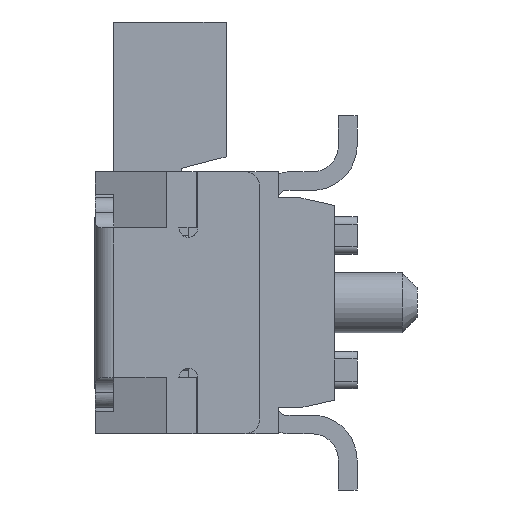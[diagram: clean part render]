
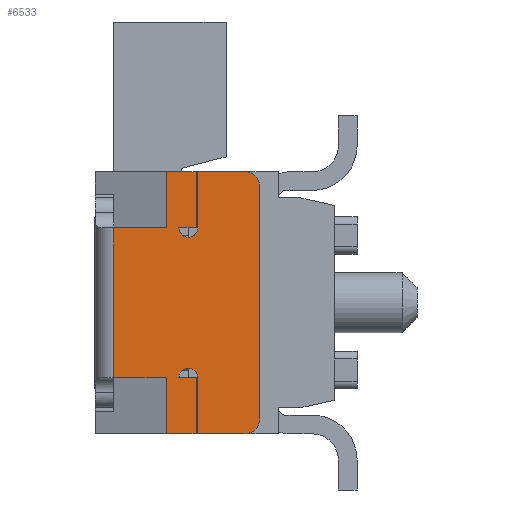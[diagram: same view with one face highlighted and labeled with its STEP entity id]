
A CAD part, left-side view. The second image highlights one B-rep face of the part: STEP entity #6533.
In plain terms, the highlighted planar face has unit normal (-1, 0, 0).
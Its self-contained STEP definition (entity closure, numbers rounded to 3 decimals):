
#210=CIRCLE('',#6903,0.125);
#211=CIRCLE('',#6904,0.2);
#212=CIRCLE('',#6905,0.2);
#213=CIRCLE('',#6906,0.125);
#1054=ORIENTED_EDGE('',*,*,#2203,.T.);
#1055=ORIENTED_EDGE('',*,*,#1783,.F.);
#1056=ORIENTED_EDGE('',*,*,#2105,.F.);
#1057=ORIENTED_EDGE('',*,*,#1972,.F.);
#1058=ORIENTED_EDGE('',*,*,#1870,.F.);
#1059=ORIENTED_EDGE('',*,*,#2030,.F.);
#1060=ORIENTED_EDGE('',*,*,#2204,.T.);
#1061=ORIENTED_EDGE('',*,*,#2205,.F.);
#1062=ORIENTED_EDGE('',*,*,#1970,.F.);
#1063=ORIENTED_EDGE('',*,*,#2206,.F.);
#1064=ORIENTED_EDGE('',*,*,#2207,.F.);
#1065=ORIENTED_EDGE('',*,*,#2208,.F.);
#1066=ORIENTED_EDGE('',*,*,#1951,.F.);
#1067=ORIENTED_EDGE('',*,*,#2209,.F.);
#1068=ORIENTED_EDGE('',*,*,#2210,.T.);
#1069=ORIENTED_EDGE('',*,*,#2033,.F.);
#1070=ORIENTED_EDGE('',*,*,#1865,.F.);
#1071=ORIENTED_EDGE('',*,*,#1948,.F.);
#1072=ORIENTED_EDGE('',*,*,#2104,.F.);
#1073=ORIENTED_EDGE('',*,*,#1773,.T.);
#1773=EDGE_CURVE('',#2512,#2510,#2988,.T.);
#1783=EDGE_CURVE('',#2521,#2517,#2997,.T.);
#1865=EDGE_CURVE('',#2601,#2602,#3057,.T.);
#1870=EDGE_CURVE('',#2605,#2606,#3062,.T.);
#1948=EDGE_CURVE('',#2668,#2601,#3135,.T.);
#1951=EDGE_CURVE('',#2670,#2671,#3138,.T.);
#1970=EDGE_CURVE('',#2680,#2681,#3153,.T.);
#1972=EDGE_CURVE('',#2606,#2682,#3155,.T.);
#2030=EDGE_CURVE('',#2716,#2605,#3203,.T.);
#2033=EDGE_CURVE('',#2602,#2717,#3206,.T.);
#2104=EDGE_CURVE('',#2512,#2668,#3255,.T.);
#2105=EDGE_CURVE('',#2682,#2521,#3256,.T.);
#2203=EDGE_CURVE('',#2510,#2517,#3322,.T.);
#2204=EDGE_CURVE('',#2716,#2810,#210,.T.);
#2205=EDGE_CURVE('',#2681,#2810,#3323,.T.);
#2206=EDGE_CURVE('',#2811,#2680,#211,.T.);
#2207=EDGE_CURVE('',#2812,#2811,#3324,.T.);
#2208=EDGE_CURVE('',#2671,#2812,#212,.T.);
#2209=EDGE_CURVE('',#2813,#2670,#3325,.T.);
#2210=EDGE_CURVE('',#2813,#2717,#213,.T.);
#2510=VERTEX_POINT('',#8566);
#2512=VERTEX_POINT('',#8569);
#2517=VERTEX_POINT('',#8580);
#2521=VERTEX_POINT('',#8588);
#2601=VERTEX_POINT('',#8756);
#2602=VERTEX_POINT('',#8757);
#2605=VERTEX_POINT('',#8765);
#2606=VERTEX_POINT('',#8767);
#2668=VERTEX_POINT('',#8914);
#2670=VERTEX_POINT('',#8919);
#2671=VERTEX_POINT('',#8921);
#2680=VERTEX_POINT('',#8951);
#2681=VERTEX_POINT('',#8953);
#2682=VERTEX_POINT('',#8956);
#2716=VERTEX_POINT('',#9058);
#2717=VERTEX_POINT('',#9064);
#2810=VERTEX_POINT('',#9419);
#2811=VERTEX_POINT('',#9422);
#2812=VERTEX_POINT('',#9424);
#2813=VERTEX_POINT('',#9427);
#2988=LINE('',#8568,#3569);
#2997=LINE('',#8589,#3578);
#3057=LINE('',#8755,#3638);
#3062=LINE('',#8766,#3643);
#3135=LINE('',#8915,#3716);
#3138=LINE('',#8920,#3719);
#3153=LINE('',#8952,#3734);
#3155=LINE('',#8955,#3736);
#3203=LINE('',#9059,#3784);
#3206=LINE('',#9063,#3787);
#3255=LINE('',#9196,#3836);
#3256=LINE('',#9198,#3837);
#3322=LINE('',#9417,#3903);
#3323=LINE('',#9420,#3904);
#3324=LINE('',#9423,#3905);
#3325=LINE('',#9426,#3906);
#3569=VECTOR('',#7141,1000.);
#3578=VECTOR('',#7154,1000.);
#3638=VECTOR('',#7268,1000.);
#3643=VECTOR('',#7275,1000.);
#3716=VECTOR('',#7374,1000.);
#3719=VECTOR('',#7377,1000.);
#3734=VECTOR('',#7406,1000.);
#3736=VECTOR('',#7408,1000.);
#3784=VECTOR('',#7498,1000.);
#3787=VECTOR('',#7503,1000.);
#3836=VECTOR('',#7622,1000.);
#3837=VECTOR('',#7625,1000.);
#3903=VECTOR('',#7909,1000.);
#3904=VECTOR('',#7912,1000.);
#3905=VECTOR('',#7915,1000.);
#3906=VECTOR('',#7918,1000.);
#4261=EDGE_LOOP('',(#1054,#1055,#1056,#1057,#1058,#1059,#1060,#1061,#1062,
#1063,#1064,#1065,#1066,#1067,#1068,#1069,#1070,#1071,#1072,#1073));
#4531=FACE_BOUND('',#4261,.T.);
#4757=PLANE('',#6902);
#6533=ADVANCED_FACE('',(#4531),#4757,.T.);
#6902=AXIS2_PLACEMENT_3D('',#9416,#7907,#7908);
#6903=AXIS2_PLACEMENT_3D('',#9418,#7910,#7911);
#6904=AXIS2_PLACEMENT_3D('',#9421,#7913,#7914);
#6905=AXIS2_PLACEMENT_3D('',#9425,#7916,#7917);
#6906=AXIS2_PLACEMENT_3D('',#9428,#7919,#7920);
#7141=DIRECTION('',(0.,1.,0.));
#7154=DIRECTION('',(0.,1.,0.));
#7268=DIRECTION('',(0.,0.,-1.));
#7275=DIRECTION('',(0.,0.,-1.));
#7374=DIRECTION('',(0.,-1.,0.));
#7377=DIRECTION('',(0.,-1.,0.));
#7406=DIRECTION('',(0.,1.,0.));
#7408=DIRECTION('',(0.,1.,0.));
#7498=DIRECTION('',(0.,-1.,0.));
#7503=DIRECTION('',(0.,1.,0.));
#7622=DIRECTION('',(0.,0.,1.));
#7625=DIRECTION('',(0.,0.,1.));
#7907=DIRECTION('',(-1.,0.,0.));
#7908=DIRECTION('',(0.,0.,1.));
#7909=DIRECTION('',(0.,0.,-1.));
#7910=DIRECTION('',(1.,0.,0.));
#7911=DIRECTION('',(0.,0.,-1.));
#7912=DIRECTION('',(0.,0.,1.));
#7913=DIRECTION('',(1.,0.,0.));
#7914=DIRECTION('',(0.,0.,-1.));
#7915=DIRECTION('',(0.,0.,-1.));
#7916=DIRECTION('',(1.,0.,0.));
#7917=DIRECTION('',(0.,0.,-1.));
#7918=DIRECTION('',(0.,0.,1.));
#7919=DIRECTION('',(1.,0.,0.));
#7920=DIRECTION('',(0.,0.,-1.));
#8566=CARTESIAN_POINT('',(-4.25,-0.25,1.));
#8568=CARTESIAN_POINT('',(-4.25,-0.25,1.));
#8569=CARTESIAN_POINT('',(-4.25,-0.95,1.));
#8580=CARTESIAN_POINT('',(-4.25,-0.25,-1.));
#8588=CARTESIAN_POINT('',(-4.25,-0.95,-1.));
#8589=CARTESIAN_POINT('',(-4.25,-0.25,-1.));
#8755=CARTESIAN_POINT('',(-4.25,-1.35,0.));
#8756=CARTESIAN_POINT('',(-4.25,-1.35,1.75));
#8757=CARTESIAN_POINT('',(-4.25,-1.35,1.));
#8765=CARTESIAN_POINT('',(-4.25,-1.35,-1.));
#8766=CARTESIAN_POINT('',(-4.25,-1.35,0.));
#8767=CARTESIAN_POINT('',(-4.25,-1.35,-1.75));
#8914=CARTESIAN_POINT('',(-4.25,-0.95,1.75));
#8915=CARTESIAN_POINT('',(-4.25,0.,1.75));
#8919=CARTESIAN_POINT('',(-4.25,-1.37,1.75));
#8920=CARTESIAN_POINT('',(-4.25,-1.37,1.75));
#8921=CARTESIAN_POINT('',(-4.25,-2.,1.75));
#8951=CARTESIAN_POINT('',(-4.25,-2.,-1.75));
#8952=CARTESIAN_POINT('',(-4.25,-2.,-1.75));
#8953=CARTESIAN_POINT('',(-4.25,-1.37,-1.75));
#8955=CARTESIAN_POINT('',(-4.25,-2.45,-1.75));
#8956=CARTESIAN_POINT('',(-4.25,-0.95,-1.75));
#9058=CARTESIAN_POINT('',(-4.25,-1.12,-1.));
#9059=CARTESIAN_POINT('',(-4.25,-0.25,-1.));
#9063=CARTESIAN_POINT('',(-4.25,-1.25,1.));
#9064=CARTESIAN_POINT('',(-4.25,-1.12,1.));
#9196=CARTESIAN_POINT('',(-4.25,-0.95,0.));
#9198=CARTESIAN_POINT('',(-4.25,-0.95,0.));
#9416=CARTESIAN_POINT('',(-4.25,-0.25,-1.));
#9417=CARTESIAN_POINT('',(-4.25,-0.25,1.2));
#9418=CARTESIAN_POINT('',(-4.25,-1.245,-1.));
#9419=CARTESIAN_POINT('',(-4.25,-1.37,-1.));
#9420=CARTESIAN_POINT('',(-4.25,-1.37,-1.75));
#9421=CARTESIAN_POINT('',(-4.25,-2.,-1.55));
#9422=CARTESIAN_POINT('',(-4.25,-2.2,-1.55));
#9423=CARTESIAN_POINT('',(-4.25,-2.2,1.55));
#9424=CARTESIAN_POINT('',(-4.25,-2.2,1.55));
#9425=CARTESIAN_POINT('',(-4.25,-2.,1.55));
#9426=CARTESIAN_POINT('',(-4.25,-1.37,1.));
#9427=CARTESIAN_POINT('',(-4.25,-1.37,1.));
#9428=CARTESIAN_POINT('',(-4.25,-1.245,1.));
